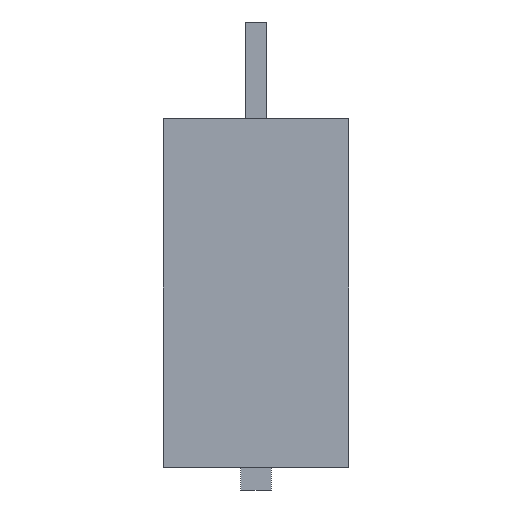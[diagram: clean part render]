
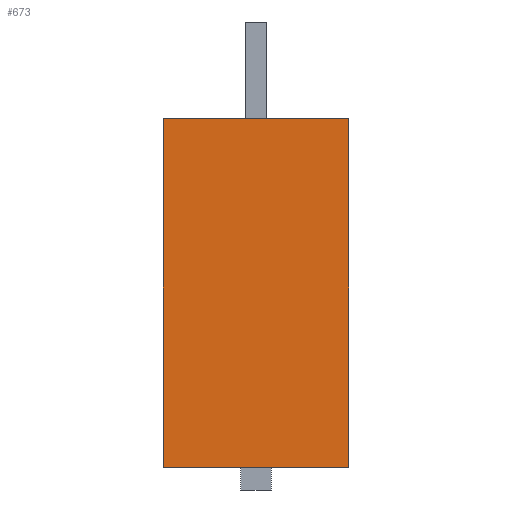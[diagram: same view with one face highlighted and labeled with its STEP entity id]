
A CAD part, front view. The second image highlights one B-rep face of the part: STEP entity #673.
In plain terms, the highlighted planar face has unit normal (0, -1, 0).
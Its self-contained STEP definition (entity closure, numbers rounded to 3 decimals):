
#110 = CARTESIAN_POINT ( 'NONE',  ( 14.99, -1.2, 5.7 ) ) ;
#118 = EDGE_LOOP ( 'NONE', ( #445, #367, #556, #472 ) ) ;
#122 = LINE ( 'NONE', #851, #1007 ) ;
#143 = CARTESIAN_POINT ( 'NONE',  ( -18.03, -1.2, 5.7 ) ) ;
#193 = EDGE_CURVE ( 'NONE', #1174, #1105, #289, .T. ) ;
#221 = VECTOR ( 'NONE', #224, 1000. ) ;
#224 = DIRECTION ( 'NONE',  ( 1., 0., 0. ) ) ;
#233 = CARTESIAN_POINT ( 'NONE',  ( 18.03, -1.2, 0. ) ) ;
#239 = EDGE_CURVE ( 'NONE', #1174, #1536, #1175, .T. ) ;
#247 = CARTESIAN_POINT ( 'NONE',  ( 18.03, -1.2, 5.7 ) ) ;
#253 = VECTOR ( 'NONE', #1085, 1000. ) ;
#278 = LINE ( 'NONE', #247, #407 ) ;
#289 = LINE ( 'NONE', #1210, #253 ) ;
#367 = ORIENTED_EDGE ( 'NONE', *, *, #193, .T. ) ;
#407 = VECTOR ( 'NONE', #1107, 1000. ) ;
#445 = ORIENTED_EDGE ( 'NONE', *, *, #239, .F. ) ;
#472 = ORIENTED_EDGE ( 'NONE', *, *, #968, .F. ) ;
#490 = PLANE ( 'NONE',  #785 ) ;
#511 = CARTESIAN_POINT ( 'NONE',  ( 14.99, -1.2, 0. ) ) ;
#556 = ORIENTED_EDGE ( 'NONE', *, *, #992, .T. ) ;
#673 = ADVANCED_FACE ( 'NONE', ( #798 ), #490, .F. ) ;
#692 = DIRECTION ( 'NONE',  ( 0., 0., 1. ) ) ;
#785 = AXIS2_PLACEMENT_3D ( 'NONE', #143, #1356, #692 ) ;
#798 = FACE_OUTER_BOUND ( 'NONE', #118, .T. ) ;
#851 = CARTESIAN_POINT ( 'NONE',  ( -18.03, -1.2, 0. ) ) ;
#879 = VERTEX_POINT ( 'NONE', #233 ) ;
#885 = DIRECTION ( 'NONE',  ( 1., 0., 0. ) ) ;
#968 = EDGE_CURVE ( 'NONE', #1536, #879, #278, .T. ) ;
#992 = EDGE_CURVE ( 'NONE', #1105, #879, #122, .T. ) ;
#1007 = VECTOR ( 'NONE', #885, 1000. ) ;
#1085 = DIRECTION ( 'NONE',  ( 0., 0., -1. ) ) ;
#1105 = VERTEX_POINT ( 'NONE', #511 ) ;
#1107 = DIRECTION ( 'NONE',  ( 0., 0., -1. ) ) ;
#1174 = VERTEX_POINT ( 'NONE', #110 ) ;
#1175 = LINE ( 'NONE', #1303, #221 ) ;
#1210 = CARTESIAN_POINT ( 'NONE',  ( 14.99, -1.2, 5.7 ) ) ;
#1229 = CARTESIAN_POINT ( 'NONE',  ( 18.03, -1.2, 5.7 ) ) ;
#1303 = CARTESIAN_POINT ( 'NONE',  ( -18.03, -1.2, 5.7 ) ) ;
#1356 = DIRECTION ( 'NONE',  ( 0., 1., 0. ) ) ;
#1536 = VERTEX_POINT ( 'NONE', #1229 ) ;
